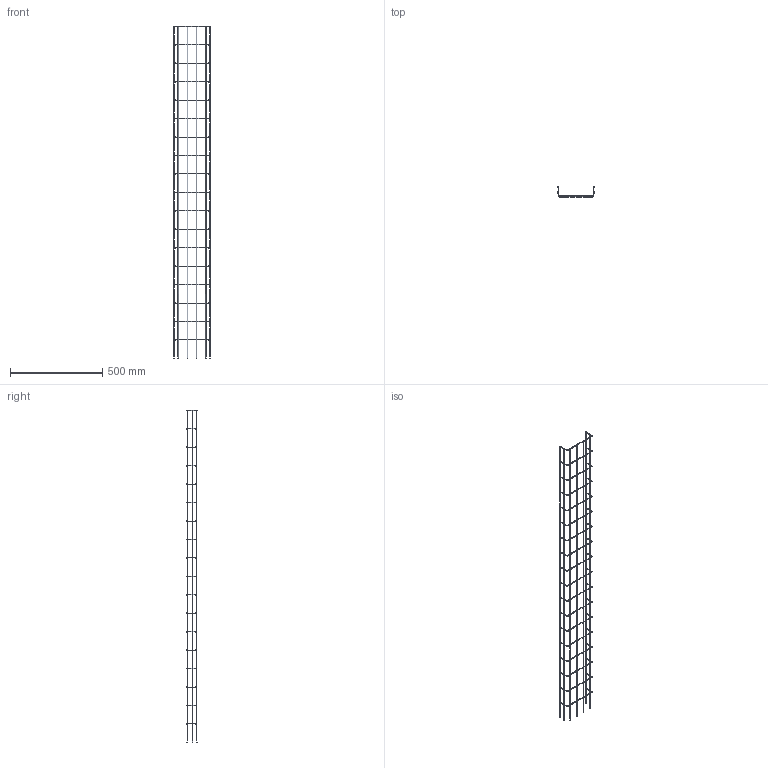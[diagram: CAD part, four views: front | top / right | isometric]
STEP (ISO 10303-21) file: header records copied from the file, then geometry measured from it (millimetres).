
FILE_DESCRIPTION (( 'STEP AP214' ), '1' );
FILE_NAME ('6005415_KSTP1.stp', '2018-09-27T10:44:45', ( '' ), ( '' ), 'SwSTEP 2.0', 'SolidWorks 2016', '' );
FILE_SCHEMA (( 'AUTOMOTIVE_DESIGN' ));
Length unit declared in the file: millimetre
Products named in the file (1): 6005415_KSTP1
Bounding box: 200 x 57.98 x 1800 mm (x, y, z)
Volume: 222096.3 mm3; surface area: 232729.3 mm2
Topology: 1 solids, 1 shells, 248 faces, 1092 edges, 680 vertices
Faces by surface type: cylinder 124, torus 72, plane 52
Entity records: 17598 total; most frequent: CARTESIAN_POINT 9341, ORIENTED_EDGE 2184, DIRECTION 1302, EDGE_CURVE 1092, VERTEX_POINT 680, AXIS2_PLACEMENT_3D 481, B_SPLINE_CURVE_WITH_KNOTS 432, LINE 340
